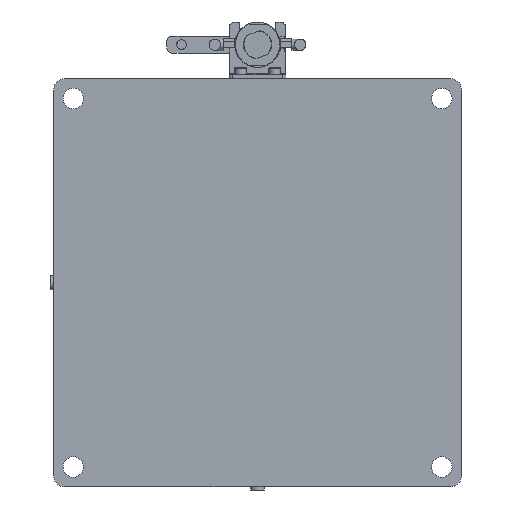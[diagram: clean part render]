
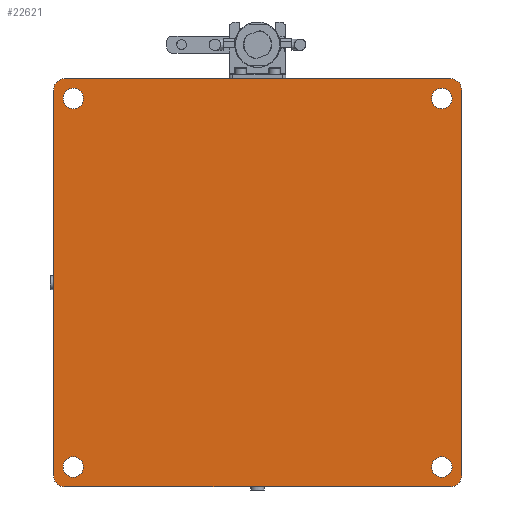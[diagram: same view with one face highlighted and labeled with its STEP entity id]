
A CAD part, left-side view. The second image highlights one B-rep face of the part: STEP entity #22621.
In plain terms, the highlighted planar face has unit normal (-1, 0, 0).
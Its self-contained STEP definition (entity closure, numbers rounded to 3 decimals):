
#348 = DIRECTION ( 'NONE',  ( -1., 0., 0. ) ) ;
#859 = LINE ( 'NONE', #7690, #23518 ) ;
#870 = CARTESIAN_POINT ( 'NONE',  ( 377.832, -170., 1126.89 ) ) ;
#985 = EDGE_CURVE ( 'NONE', #17825, #16054, #12761, .T. ) ;
#2416 = CARTESIAN_POINT ( 'NONE',  ( 377.832, 0., 776.89 ) ) ;
#2984 = DIRECTION ( 'NONE',  ( 0., -1., 0. ) ) ;
#3088 = CIRCLE ( 'NONE', #9273, 9. ) ;
#3257 = LINE ( 'NONE', #28123, #13204 ) ;
#3700 = EDGE_LOOP ( 'NONE', ( #21817 ) ) ;
#3755 = FACE_OUTER_BOUND ( 'NONE', #20788, .T. ) ;
#4143 = AXIS2_PLACEMENT_3D ( 'NONE', #4649, #348, #11040 ) ;
#4182 = AXIS2_PLACEMENT_3D ( 'NONE', #15173, #10724, #19736 ) ;
#4649 = CARTESIAN_POINT ( 'NONE',  ( 377.832, 170., 786.89 ) ) ;
#4791 = CARTESIAN_POINT ( 'NONE',  ( 377.832, -170., 1136.89 ) ) ;
#4999 = DIRECTION ( 'NONE',  ( 1., 0., 0. ) ) ;
#5059 = EDGE_LOOP ( 'NONE', ( #9434 ) ) ;
#5126 = EDGE_CURVE ( 'NONE', #8896, #18749, #22983, .T. ) ;
#5402 = VERTEX_POINT ( 'NONE', #9316 ) ;
#5560 = AXIS2_PLACEMENT_3D ( 'NONE', #16912, #19283, #26085 ) ;
#5648 = EDGE_CURVE ( 'NONE', #14746, #13127, #15701, .T. ) ;
#6028 = CIRCLE ( 'NONE', #4143, 10. ) ;
#6122 = PLANE ( 'NONE',  #4182 ) ;
#6458 = CARTESIAN_POINT ( 'NONE',  ( 377.832, 170., 1126.89 ) ) ;
#6787 = CARTESIAN_POINT ( 'NONE',  ( 377.832, -162.5, 803.39 ) ) ;
#7397 = DIRECTION ( 'NONE',  ( -1., 0., 0. ) ) ;
#7690 = CARTESIAN_POINT ( 'NONE',  ( 377.832, -180., 956.89 ) ) ;
#7721 = EDGE_LOOP ( 'NONE', ( #14461 ) ) ;
#8121 = AXIS2_PLACEMENT_3D ( 'NONE', #22247, #15743, #15592 ) ;
#8430 = CARTESIAN_POINT ( 'NONE',  ( 377.832, -180., 1126.89 ) ) ;
#8875 = VERTEX_POINT ( 'NONE', #6787 ) ;
#8896 = VERTEX_POINT ( 'NONE', #12456 ) ;
#9170 = EDGE_CURVE ( 'NONE', #16054, #14746, #25683, .T. ) ;
#9273 = AXIS2_PLACEMENT_3D ( 'NONE', #22915, #4999, #15838 ) ;
#9316 = CARTESIAN_POINT ( 'NONE',  ( 377.832, 162.5, 803.39 ) ) ;
#9412 = VECTOR ( 'NONE', #25003, 1000. ) ;
#9434 = ORIENTED_EDGE ( 'NONE', *, *, #19810, .T. ) ;
#9489 = DIRECTION ( 'NONE',  ( 0., 0., 1. ) ) ;
#9502 = CARTESIAN_POINT ( 'NONE',  ( 377.832, 180., 1126.89 ) ) ;
#9645 = CARTESIAN_POINT ( 'NONE',  ( 377.832, 162.5, 1119.39 ) ) ;
#9729 = EDGE_CURVE ( 'NONE', #13127, #15132, #3257, .T. ) ;
#10192 = ORIENTED_EDGE ( 'NONE', *, *, #22880, .T. ) ;
#10677 = DIRECTION ( 'NONE',  ( 0., 0., -1. ) ) ;
#10724 = DIRECTION ( 'NONE',  ( -1., 0., 0. ) ) ;
#10910 = CARTESIAN_POINT ( 'NONE',  ( 377.832, -162.5, 1128.39 ) ) ;
#11040 = DIRECTION ( 'NONE',  ( 0., 0., 1. ) ) ;
#11073 = ORIENTED_EDGE ( 'NONE', *, *, #9729, .T. ) ;
#12456 = CARTESIAN_POINT ( 'NONE',  ( 377.832, 170., 776.89 ) ) ;
#12690 = EDGE_CURVE ( 'NONE', #15132, #8896, #6028, .T. ) ;
#12761 = CIRCLE ( 'NONE', #24090, 10. ) ;
#13127 = VERTEX_POINT ( 'NONE', #9502 ) ;
#13204 = VECTOR ( 'NONE', #10677, 1000. ) ;
#13462 = CARTESIAN_POINT ( 'NONE',  ( 377.832, 162.5, 1128.39 ) ) ;
#14461 = ORIENTED_EDGE ( 'NONE', *, *, #26056, .T. ) ;
#14602 = CARTESIAN_POINT ( 'NONE',  ( 377.832, 0., 1136.89 ) ) ;
#14746 = VERTEX_POINT ( 'NONE', #17792 ) ;
#15132 = VERTEX_POINT ( 'NONE', #19321 ) ;
#15173 = CARTESIAN_POINT ( 'NONE',  ( 377.832, 0., 956.89 ) ) ;
#15592 = DIRECTION ( 'NONE',  ( 0., 0., 1. ) ) ;
#15691 = VERTEX_POINT ( 'NONE', #13462 ) ;
#15701 = CIRCLE ( 'NONE', #25130, 10. ) ;
#15743 = DIRECTION ( 'NONE',  ( 1., 0., 0. ) ) ;
#15838 = DIRECTION ( 'NONE',  ( 0., 0., 1. ) ) ;
#15945 = DIRECTION ( 'NONE',  ( 0., 0., 1. ) ) ;
#15947 = VERTEX_POINT ( 'NONE', #27315 ) ;
#16054 = VERTEX_POINT ( 'NONE', #4791 ) ;
#16079 = AXIS2_PLACEMENT_3D ( 'NONE', #9645, #27824, #16171 ) ;
#16171 = DIRECTION ( 'NONE',  ( 0., 0., 1. ) ) ;
#16727 = ORIENTED_EDGE ( 'NONE', *, *, #9170, .T. ) ;
#16846 = EDGE_CURVE ( 'NONE', #18749, #15947, #19739, .T. ) ;
#16904 = EDGE_CURVE ( 'NONE', #15947, #17825, #859, .T. ) ;
#16912 = CARTESIAN_POINT ( 'NONE',  ( 377.832, -170., 786.89 ) ) ;
#16964 = AXIS2_PLACEMENT_3D ( 'NONE', #22037, #24257, #19671 ) ;
#17379 = FACE_BOUND ( 'NONE', #5059, .T. ) ;
#17488 = CIRCLE ( 'NONE', #16079, 9. ) ;
#17792 = CARTESIAN_POINT ( 'NONE',  ( 377.832, 170., 1136.89 ) ) ;
#17825 = VERTEX_POINT ( 'NONE', #8430 ) ;
#18011 = DIRECTION ( 'NONE',  ( -1., 0., 0. ) ) ;
#18259 = ORIENTED_EDGE ( 'NONE', *, *, #16846, .T. ) ;
#18677 = VERTEX_POINT ( 'NONE', #10910 ) ;
#18749 = VERTEX_POINT ( 'NONE', #28809 ) ;
#18932 = DIRECTION ( 'NONE',  ( 0., 0., 1. ) ) ;
#19198 = ORIENTED_EDGE ( 'NONE', *, *, #16904, .T. ) ;
#19283 = DIRECTION ( 'NONE',  ( -1., 0., 0. ) ) ;
#19321 = CARTESIAN_POINT ( 'NONE',  ( 377.832, 180., 786.89 ) ) ;
#19459 = FACE_BOUND ( 'NONE', #23291, .T. ) ;
#19671 = DIRECTION ( 'NONE',  ( 0., 0., 1. ) ) ;
#19736 = DIRECTION ( 'NONE',  ( 0., 0., 1. ) ) ;
#19739 = CIRCLE ( 'NONE', #5560, 10. ) ;
#19810 = EDGE_CURVE ( 'NONE', #8875, #8875, #3088, .T. ) ;
#20788 = EDGE_LOOP ( 'NONE', ( #16727, #27325, #11073, #27371, #21299, #18259, #19198, #20861 ) ) ;
#20861 = ORIENTED_EDGE ( 'NONE', *, *, #985, .T. ) ;
#20862 = CIRCLE ( 'NONE', #8121, 9. ) ;
#21142 = EDGE_CURVE ( 'NONE', #15691, #15691, #17488, .T. ) ;
#21299 = ORIENTED_EDGE ( 'NONE', *, *, #5126, .T. ) ;
#21817 = ORIENTED_EDGE ( 'NONE', *, *, #21142, .T. ) ;
#22037 = CARTESIAN_POINT ( 'NONE',  ( 377.832, 162.5, 794.39 ) ) ;
#22247 = CARTESIAN_POINT ( 'NONE',  ( 377.832, -162.5, 1119.39 ) ) ;
#22621 = ADVANCED_FACE ( 'NONE', ( #19459, #24038, #3755, #17379, #26400 ), #6122, .T. ) ;
#22880 = EDGE_CURVE ( 'NONE', #5402, #5402, #23088, .T. ) ;
#22915 = CARTESIAN_POINT ( 'NONE',  ( 377.832, -162.5, 794.39 ) ) ;
#22983 = LINE ( 'NONE', #2416, #23736 ) ;
#23088 = CIRCLE ( 'NONE', #16964, 9. ) ;
#23291 = EDGE_LOOP ( 'NONE', ( #10192 ) ) ;
#23518 = VECTOR ( 'NONE', #18932, 1000. ) ;
#23736 = VECTOR ( 'NONE', #2984, 1000. ) ;
#24038 = FACE_BOUND ( 'NONE', #7721, .T. ) ;
#24090 = AXIS2_PLACEMENT_3D ( 'NONE', #870, #7397, #9489 ) ;
#24257 = DIRECTION ( 'NONE',  ( 1., 0., 0. ) ) ;
#25003 = DIRECTION ( 'NONE',  ( 0., 1., 0. ) ) ;
#25130 = AXIS2_PLACEMENT_3D ( 'NONE', #6458, #18011, #15945 ) ;
#25683 = LINE ( 'NONE', #14602, #9412 ) ;
#26056 = EDGE_CURVE ( 'NONE', #18677, #18677, #20862, .T. ) ;
#26085 = DIRECTION ( 'NONE',  ( 0., 0., 1. ) ) ;
#26400 = FACE_BOUND ( 'NONE', #3700, .T. ) ;
#27315 = CARTESIAN_POINT ( 'NONE',  ( 377.832, -180., 786.89 ) ) ;
#27325 = ORIENTED_EDGE ( 'NONE', *, *, #5648, .T. ) ;
#27371 = ORIENTED_EDGE ( 'NONE', *, *, #12690, .T. ) ;
#27824 = DIRECTION ( 'NONE',  ( 1., 0., 0. ) ) ;
#28123 = CARTESIAN_POINT ( 'NONE',  ( 377.832, 180., 956.89 ) ) ;
#28809 = CARTESIAN_POINT ( 'NONE',  ( 377.832, -170., 776.89 ) ) ;
